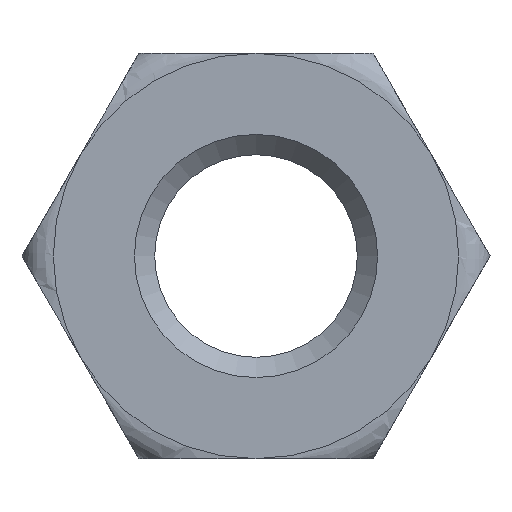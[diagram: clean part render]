
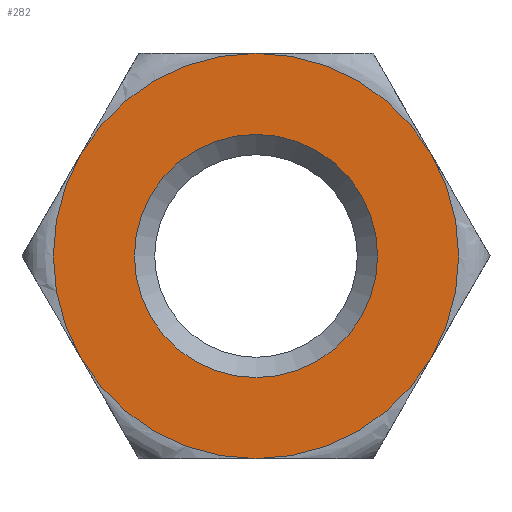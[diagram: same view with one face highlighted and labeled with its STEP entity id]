
A CAD part, front view. The second image highlights one B-rep face of the part: STEP entity #282.
In plain terms, the highlighted planar face has unit normal (0, -1, 0).
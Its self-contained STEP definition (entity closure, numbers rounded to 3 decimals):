
#3 = EDGE_LOOP ( 'NONE', ( #859 ) ) ;
#48 = VERTEX_POINT ( 'NONE', #566 ) ;
#50 = AXIS2_PLACEMENT_3D ( 'NONE', #749, #81, #658 ) ;
#59 = DIRECTION ( 'NONE',  ( -1., 0., 0. ) ) ;
#62 = CARTESIAN_POINT ( 'NONE',  ( 0., -2.5, 0. ) ) ;
#68 = CIRCLE ( 'NONE', #782, 5. ) ;
#75 = VERTEX_POINT ( 'NONE', #706 ) ;
#81 = DIRECTION ( 'NONE',  ( 0., 1., 0. ) ) ;
#83 = ORIENTED_EDGE ( 'NONE', *, *, #427, .F. ) ;
#86 = EDGE_LOOP ( 'NONE', ( #484, #537, #878, #659, #83, #805 ) ) ;
#103 = EDGE_CURVE ( 'NONE', #501, #433, #175, .T. ) ;
#111 = AXIS2_PLACEMENT_3D ( 'NONE', #457, #613, #463 ) ;
#126 = CARTESIAN_POINT ( 'NONE',  ( 4.33, -2.5, -2.5 ) ) ;
#155 = FACE_OUTER_BOUND ( 'NONE', #86, .T. ) ;
#175 = CIRCLE ( 'NONE', #111, 5. ) ;
#181 = CIRCLE ( 'NONE', #917, 5. ) ;
#197 = DIRECTION ( 'NONE',  ( 1., 0., 0. ) ) ;
#228 = AXIS2_PLACEMENT_3D ( 'NONE', #62, #865, #879 ) ;
#238 = DIRECTION ( 'NONE',  ( 1., 0., 0. ) ) ;
#256 = CARTESIAN_POINT ( 'NONE',  ( 0., -2.5, 0. ) ) ;
#269 = DIRECTION ( 'NONE',  ( 0., 1., 0. ) ) ;
#280 = CARTESIAN_POINT ( 'NONE',  ( -4.33, -2.5, -2.5 ) ) ;
#282 = ADVANCED_FACE ( 'NONE', ( #818, #155 ), #446, .F. ) ;
#287 = CARTESIAN_POINT ( 'NONE',  ( 0., -2.5, 0. ) ) ;
#336 = CIRCLE ( 'NONE', #812, 5. ) ;
#363 = CARTESIAN_POINT ( 'NONE',  ( 0., -2.5, 0. ) ) ;
#427 = EDGE_CURVE ( 'NONE', #690, #471, #181, .T. ) ;
#433 = VERTEX_POINT ( 'NONE', #126 ) ;
#441 = VERTEX_POINT ( 'NONE', #639 ) ;
#446 = PLANE ( 'NONE',  #50 ) ;
#457 = CARTESIAN_POINT ( 'NONE',  ( 0., -2.5, 0. ) ) ;
#463 = DIRECTION ( 'NONE',  ( 1., 0., 0. ) ) ;
#471 = VERTEX_POINT ( 'NONE', #552 ) ;
#484 = ORIENTED_EDGE ( 'NONE', *, *, #671, .F. ) ;
#490 = CARTESIAN_POINT ( 'NONE',  ( 4.33, -2.5, 2.5 ) ) ;
#491 = EDGE_CURVE ( 'NONE', #441, #690, #336, .T. ) ;
#494 = AXIS2_PLACEMENT_3D ( 'NONE', #363, #655, #59 ) ;
#501 = VERTEX_POINT ( 'NONE', #490 ) ;
#537 = ORIENTED_EDGE ( 'NONE', *, *, #103, .F. ) ;
#542 = EDGE_CURVE ( 'NONE', #471, #75, #898, .T. ) ;
#552 = CARTESIAN_POINT ( 'NONE',  ( -4.33, -2.5, 2.5 ) ) ;
#556 = DIRECTION ( 'NONE',  ( 1., 0., 0. ) ) ;
#563 = CARTESIAN_POINT ( 'NONE',  ( 0., -2.5, 0. ) ) ;
#566 = CARTESIAN_POINT ( 'NONE',  ( 0., -2.5, 3. ) ) ;
#578 = DIRECTION ( 'NONE',  ( 1., 0., 0. ) ) ;
#613 = DIRECTION ( 'NONE',  ( 0., 1., 0. ) ) ;
#629 = DIRECTION ( 'NONE',  ( 0., 1., 0. ) ) ;
#639 = CARTESIAN_POINT ( 'NONE',  ( 0., -2.5, -5. ) ) ;
#641 = CIRCLE ( 'NONE', #228, 3. ) ;
#655 = DIRECTION ( 'NONE',  ( 0., 1., 0. ) ) ;
#658 = DIRECTION ( 'NONE',  ( 0., 0., 1. ) ) ;
#659 = ORIENTED_EDGE ( 'NONE', *, *, #542, .F. ) ;
#671 = EDGE_CURVE ( 'NONE', #433, #441, #689, .T. ) ;
#677 = DIRECTION ( 'NONE',  ( 0., 1., 0. ) ) ;
#689 = CIRCLE ( 'NONE', #825, 5. ) ;
#690 = VERTEX_POINT ( 'NONE', #280 ) ;
#706 = CARTESIAN_POINT ( 'NONE',  ( 0., -2.5, 5. ) ) ;
#718 = CARTESIAN_POINT ( 'NONE',  ( 0., -2.5, 0. ) ) ;
#728 = DIRECTION ( 'NONE',  ( 0., 1., 0. ) ) ;
#749 = CARTESIAN_POINT ( 'NONE',  ( 0., -2.5, 0. ) ) ;
#777 = EDGE_CURVE ( 'NONE', #48, #48, #641, .T. ) ;
#782 = AXIS2_PLACEMENT_3D ( 'NONE', #287, #728, #578 ) ;
#805 = ORIENTED_EDGE ( 'NONE', *, *, #491, .F. ) ;
#808 = EDGE_CURVE ( 'NONE', #75, #501, #68, .T. ) ;
#812 = AXIS2_PLACEMENT_3D ( 'NONE', #563, #269, #556 ) ;
#818 = FACE_BOUND ( 'NONE', #3, .T. ) ;
#825 = AXIS2_PLACEMENT_3D ( 'NONE', #256, #677, #238 ) ;
#859 = ORIENTED_EDGE ( 'NONE', *, *, #777, .T. ) ;
#865 = DIRECTION ( 'NONE',  ( 0., 1., 0. ) ) ;
#878 = ORIENTED_EDGE ( 'NONE', *, *, #808, .F. ) ;
#879 = DIRECTION ( 'NONE',  ( 0., 0., 1. ) ) ;
#898 = CIRCLE ( 'NONE', #494, 5. ) ;
#917 = AXIS2_PLACEMENT_3D ( 'NONE', #718, #629, #197 ) ;
